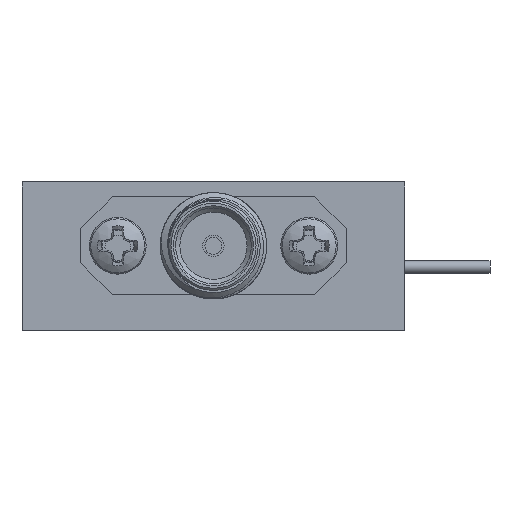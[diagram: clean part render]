
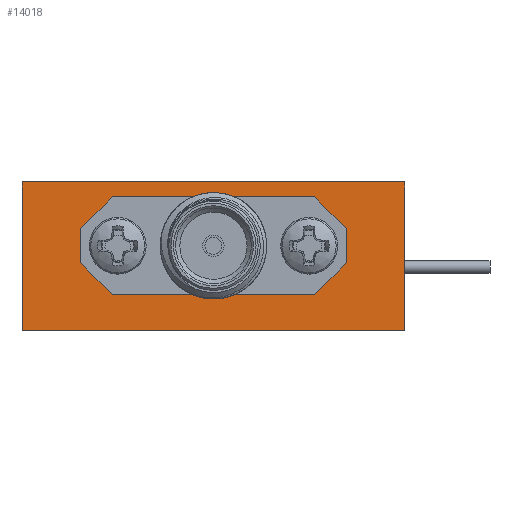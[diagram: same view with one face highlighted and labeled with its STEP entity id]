
A CAD part, left-side view. The second image highlights one B-rep face of the part: STEP entity #14018.
In plain terms, the highlighted planar face has unit normal (-1, 0, 0).
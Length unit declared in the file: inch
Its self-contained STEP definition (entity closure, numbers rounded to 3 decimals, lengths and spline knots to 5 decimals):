
#13 = ORIENTED_EDGE ( 'NONE', *, *, #13371, .T. ) ;
#23 = EDGE_CURVE ( 'NONE', #6928, #11112, #15667, .T. ) ;
#45 = EDGE_CURVE ( 'NONE', #11112, #15371, #760, .T. ) ;
#220 = VERTEX_POINT ( 'NONE', #14785 ) ;
#467 = ORIENTED_EDGE ( 'NONE', *, *, #5462, .T. ) ;
#471 = CARTESIAN_POINT ( 'NONE',  ( -0.6, -0.3125, 0.14 ) ) ;
#503 = EDGE_CURVE ( 'NONE', #9056, #15371, #5682, .T. ) ;
#760 = LINE ( 'NONE', #5619, #7485 ) ;
#882 = EDGE_CURVE ( 'NONE', #14971, #15097, #13823, .T. ) ;
#1195 = CARTESIAN_POINT ( 'NONE',  ( -0.6, 0.45, 0.175 ) ) ;
#1481 = VECTOR ( 'NONE', #7102, 39.37008 ) ;
#1700 = DIRECTION ( 'NONE',  ( 0., 0., 1. ) ) ;
#1738 = EDGE_CURVE ( 'NONE', #9980, #12260, #6382, .T. ) ;
#2118 = DIRECTION ( 'NONE',  ( 0., -0.707, 0.707 ) ) ;
#2241 = CARTESIAN_POINT ( 'NONE',  ( -0.6, -0.3125, -0.09 ) ) ;
#2349 = DIRECTION ( 'NONE',  ( 0., -1., 0. ) ) ;
#2647 = CARTESIAN_POINT ( 'NONE',  ( -0.6, -0.45, 0.175 ) ) ;
#3452 = EDGE_LOOP ( 'NONE', ( #5533, #6960, #4953, #13844, #4283, #13, #15574, #467 ) ) ;
#3454 = PLANE ( 'NONE',  #9460 ) ;
#3528 = EDGE_LOOP ( 'NONE', ( #9621, #10981, #11351, #5319 ) ) ;
#3999 = CARTESIAN_POINT ( 'NONE',  ( -0.6, -0.2375, 0.14 ) ) ;
#4283 = ORIENTED_EDGE ( 'NONE', *, *, #1738, .F. ) ;
#4466 = EDGE_CURVE ( 'NONE', #12364, #7572, #6769, .T. ) ;
#4511 = VERTEX_POINT ( 'NONE', #9152 ) ;
#4622 = CARTESIAN_POINT ( 'NONE',  ( -0.6, 0.17625, -0.15125 ) ) ;
#4637 = VECTOR ( 'NONE', #11169, 39.37008 ) ;
#4639 = CARTESIAN_POINT ( 'NONE',  ( -0.6, -0.45, 0.175 ) ) ;
#4777 = CARTESIAN_POINT ( 'NONE',  ( -0.6, 0.3125, -0.015 ) ) ;
#4953 = ORIENTED_EDGE ( 'NONE', *, *, #4466, .F. ) ;
#5033 = LINE ( 'NONE', #2241, #1481 ) ;
#5319 = ORIENTED_EDGE ( 'NONE', *, *, #7598, .T. ) ;
#5374 = CARTESIAN_POINT ( 'NONE',  ( -0.6, 0.2375, 0.14 ) ) ;
#5407 = VECTOR ( 'NONE', #10347, 39.37008 ) ;
#5462 = EDGE_CURVE ( 'NONE', #14971, #220, #8898, .T. ) ;
#5497 = CARTESIAN_POINT ( 'NONE',  ( -0.6, 0.3125, 0.14 ) ) ;
#5527 = CARTESIAN_POINT ( 'NONE',  ( -0.6, 0.3125, 0.065 ) ) ;
#5533 = ORIENTED_EDGE ( 'NONE', *, *, #11013, .F. ) ;
#5605 = DIRECTION ( 'NONE',  ( 0., -1., 0. ) ) ;
#5619 = CARTESIAN_POINT ( 'NONE',  ( -0.6, -0.45, 0.175 ) ) ;
#5627 = CARTESIAN_POINT ( 'NONE',  ( -0.6, 0.17625, 0.20125 ) ) ;
#5682 = LINE ( 'NONE', #8148, #7471 ) ;
#5687 = DIRECTION ( 'NONE',  ( 1., 0., 0. ) ) ;
#6382 = LINE ( 'NONE', #471, #8280 ) ;
#6769 = LINE ( 'NONE', #5497, #5407 ) ;
#6928 = VERTEX_POINT ( 'NONE', #15416 ) ;
#6960 = ORIENTED_EDGE ( 'NONE', *, *, #15029, .T. ) ;
#7102 = DIRECTION ( 'NONE',  ( 0., -1., 0. ) ) ;
#7471 = VECTOR ( 'NONE', #5605, 39.37008 ) ;
#7485 = VECTOR ( 'NONE', #8090, 39.37008 ) ;
#7572 = VERTEX_POINT ( 'NONE', #4777 ) ;
#7598 = EDGE_CURVE ( 'NONE', #6928, #9056, #12122, .T. ) ;
#8090 = DIRECTION ( 'NONE',  ( 0., 0., -1. ) ) ;
#8148 = CARTESIAN_POINT ( 'NONE',  ( -0.6, -0.45, -0.175 ) ) ;
#8234 = VECTOR ( 'NONE', #2349, 39.37008 ) ;
#8280 = VECTOR ( 'NONE', #11242, 39.37008 ) ;
#8624 = EDGE_CURVE ( 'NONE', #12364, #12260, #10405, .T. ) ;
#8898 = LINE ( 'NONE', #12581, #9650 ) ;
#9056 = VERTEX_POINT ( 'NONE', #15249 ) ;
#9152 = CARTESIAN_POINT ( 'NONE',  ( -0.6, 0.2375, -0.09 ) ) ;
#9205 = VECTOR ( 'NONE', #9488, 39.37008 ) ;
#9417 = FACE_OUTER_BOUND ( 'NONE', #3528, .T. ) ;
#9460 = AXIS2_PLACEMENT_3D ( 'NONE', #4639, #5687, #11982 ) ;
#9488 = DIRECTION ( 'NONE',  ( 0., 0.707, 0.707 ) ) ;
#9611 = DIRECTION ( 'NONE',  ( 0., -0.707, -0.707 ) ) ;
#9621 = ORIENTED_EDGE ( 'NONE', *, *, #503, .T. ) ;
#9650 = VECTOR ( 'NONE', #13770, 39.37008 ) ;
#9773 = LINE ( 'NONE', #10973, #14346 ) ;
#9980 = VERTEX_POINT ( 'NONE', #3999 ) ;
#10201 = VECTOR ( 'NONE', #1700, 39.37008 ) ;
#10347 = DIRECTION ( 'NONE',  ( 0., 0., -1. ) ) ;
#10405 = LINE ( 'NONE', #5627, #15088 ) ;
#10685 = CARTESIAN_POINT ( 'NONE',  ( -0.6, -0.3125, -0.015 ) ) ;
#10973 = CARTESIAN_POINT ( 'NONE',  ( -0.6, -0.17625, 0.20125 ) ) ;
#10981 = ORIENTED_EDGE ( 'NONE', *, *, #45, .F. ) ;
#11013 = EDGE_CURVE ( 'NONE', #4511, #220, #5033, .T. ) ;
#11112 = VERTEX_POINT ( 'NONE', #2647 ) ;
#11169 = DIRECTION ( 'NONE',  ( 0., 0., -1. ) ) ;
#11242 = DIRECTION ( 'NONE',  ( 0., 1., 0. ) ) ;
#11349 = CARTESIAN_POINT ( 'NONE',  ( -0.6, -0.3125, 0.14 ) ) ;
#11351 = ORIENTED_EDGE ( 'NONE', *, *, #23, .F. ) ;
#11982 = DIRECTION ( 'NONE',  ( 0., 0., -1. ) ) ;
#12122 = LINE ( 'NONE', #1195, #4637 ) ;
#12260 = VERTEX_POINT ( 'NONE', #5374 ) ;
#12364 = VERTEX_POINT ( 'NONE', #5527 ) ;
#12384 = CARTESIAN_POINT ( 'NONE',  ( -0.6, -0.3125, 0.065 ) ) ;
#12581 = CARTESIAN_POINT ( 'NONE',  ( -0.6, -0.17625, -0.15125 ) ) ;
#13371 = EDGE_CURVE ( 'NONE', #9980, #15097, #9773, .T. ) ;
#13770 = DIRECTION ( 'NONE',  ( 0., 0.707, -0.707 ) ) ;
#13823 = LINE ( 'NONE', #11349, #10201 ) ;
#13844 = ORIENTED_EDGE ( 'NONE', *, *, #8624, .T. ) ;
#14018 = ADVANCED_FACE ( 'NONE', ( #14223, #9417 ), #3454, .F. ) ;
#14189 = CARTESIAN_POINT ( 'NONE',  ( -0.6, -0.45, -0.175 ) ) ;
#14223 = FACE_BOUND ( 'NONE', #3452, .T. ) ;
#14346 = VECTOR ( 'NONE', #9611, 39.37008 ) ;
#14471 = CARTESIAN_POINT ( 'NONE',  ( -0.6, -0.45, 0.175 ) ) ;
#14785 = CARTESIAN_POINT ( 'NONE',  ( -0.6, -0.2375, -0.09 ) ) ;
#14971 = VERTEX_POINT ( 'NONE', #10685 ) ;
#15029 = EDGE_CURVE ( 'NONE', #4511, #7572, #15558, .T. ) ;
#15088 = VECTOR ( 'NONE', #2118, 39.37008 ) ;
#15097 = VERTEX_POINT ( 'NONE', #12384 ) ;
#15249 = CARTESIAN_POINT ( 'NONE',  ( -0.6, 0.45, -0.175 ) ) ;
#15371 = VERTEX_POINT ( 'NONE', #14189 ) ;
#15416 = CARTESIAN_POINT ( 'NONE',  ( -0.6, 0.45, 0.175 ) ) ;
#15558 = LINE ( 'NONE', #4622, #9205 ) ;
#15574 = ORIENTED_EDGE ( 'NONE', *, *, #882, .F. ) ;
#15667 = LINE ( 'NONE', #14471, #8234 ) ;
